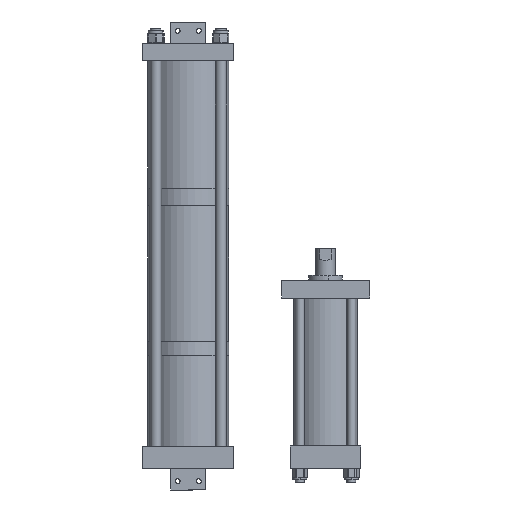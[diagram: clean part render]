
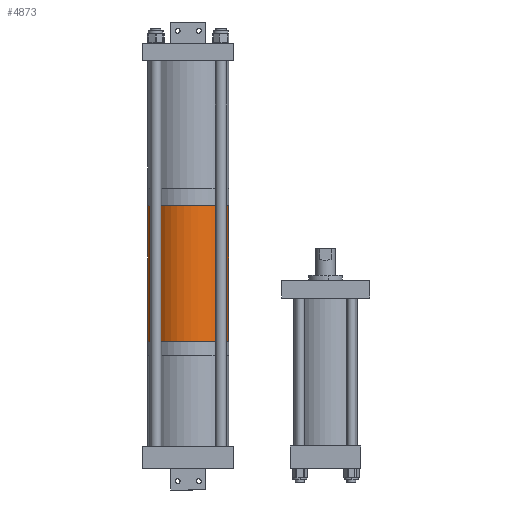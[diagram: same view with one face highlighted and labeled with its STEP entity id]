
A CAD part, front view. The second image highlights one B-rep face of the part: STEP entity #4873.
In plain terms, the highlighted cylindrical face has radius 73.025 mm (diameter 146.05 mm), a partial arc.
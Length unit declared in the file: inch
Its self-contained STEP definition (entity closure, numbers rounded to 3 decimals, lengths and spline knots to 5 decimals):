
#71 = AXIS2_PLACEMENT_3D ( 'NONE', #8805, #2577, #7564 ) ;
#672 = VECTOR ( 'NONE', #2613, 39.37008 ) ;
#683 = AXIS2_PLACEMENT_3D ( 'NONE', #7978, #15703, #15803 ) ;
#1266 = CARTESIAN_POINT ( 'NONE',  ( -2.875, 0., 9.648 ) ) ;
#1558 = CARTESIAN_POINT ( 'NONE',  ( 2.875, 0., 9.648 ) ) ;
#2019 = EDGE_CURVE ( 'NONE', #16370, #6901, #2486, .T. ) ;
#2486 = LINE ( 'NONE', #1266, #672 ) ;
#2577 = DIRECTION ( 'NONE',  ( 0., 0., -1. ) ) ;
#2613 = DIRECTION ( 'NONE',  ( 0., 0., -1. ) ) ;
#2859 = CIRCLE ( 'NONE', #683, 2.875 ) ;
#2909 = ORIENTED_EDGE ( 'NONE', *, *, #13879, .F. ) ;
#4100 = CIRCLE ( 'NONE', #10634, 2.875 ) ;
#4395 = CYLINDRICAL_SURFACE ( 'NONE', #71, 2.875 ) ;
#4873 = ADVANCED_FACE ( 'NONE', ( #8175 ), #4395, .T. ) ;
#5020 = EDGE_LOOP ( 'NONE', ( #11857, #2909, #11687, #13112 ) ) ;
#5659 = DIRECTION ( 'NONE',  ( 1., 0., 0. ) ) ;
#5931 = EDGE_CURVE ( 'NONE', #8702, #10544, #6141, .T. ) ;
#6141 = LINE ( 'NONE', #10889, #16144 ) ;
#6654 = CARTESIAN_POINT ( 'NONE',  ( -2.875, 0., 9.648 ) ) ;
#6901 = VERTEX_POINT ( 'NONE', #10488 ) ;
#7564 = DIRECTION ( 'NONE',  ( -1., 0., 0. ) ) ;
#7978 = CARTESIAN_POINT ( 'NONE',  ( 0., 0., 0. ) ) ;
#8175 = FACE_OUTER_BOUND ( 'NONE', #5020, .T. ) ;
#8702 = VERTEX_POINT ( 'NONE', #1558 ) ;
#8805 = CARTESIAN_POINT ( 'NONE',  ( 0., 0., 9.648 ) ) ;
#9406 = EDGE_CURVE ( 'NONE', #6901, #10544, #2859, .T. ) ;
#9534 = CARTESIAN_POINT ( 'NONE',  ( 0., 0., 9.648 ) ) ;
#10488 = CARTESIAN_POINT ( 'NONE',  ( -2.875, 0., 0. ) ) ;
#10544 = VERTEX_POINT ( 'NONE', #16360 ) ;
#10634 = AXIS2_PLACEMENT_3D ( 'NONE', #9534, #14423, #5659 ) ;
#10666 = DIRECTION ( 'NONE',  ( 0., 0., -1. ) ) ;
#10889 = CARTESIAN_POINT ( 'NONE',  ( 2.875, 0., 9.648 ) ) ;
#11687 = ORIENTED_EDGE ( 'NONE', *, *, #2019, .T. ) ;
#11857 = ORIENTED_EDGE ( 'NONE', *, *, #5931, .F. ) ;
#13112 = ORIENTED_EDGE ( 'NONE', *, *, #9406, .T. ) ;
#13879 = EDGE_CURVE ( 'NONE', #16370, #8702, #4100, .T. ) ;
#14423 = DIRECTION ( 'NONE',  ( 0., 0., 1. ) ) ;
#15703 = DIRECTION ( 'NONE',  ( 0., 0., 1. ) ) ;
#15803 = DIRECTION ( 'NONE',  ( 1., 0., 0. ) ) ;
#16144 = VECTOR ( 'NONE', #10666, 39.37008 ) ;
#16360 = CARTESIAN_POINT ( 'NONE',  ( 2.875, 0., 0. ) ) ;
#16370 = VERTEX_POINT ( 'NONE', #6654 ) ;
